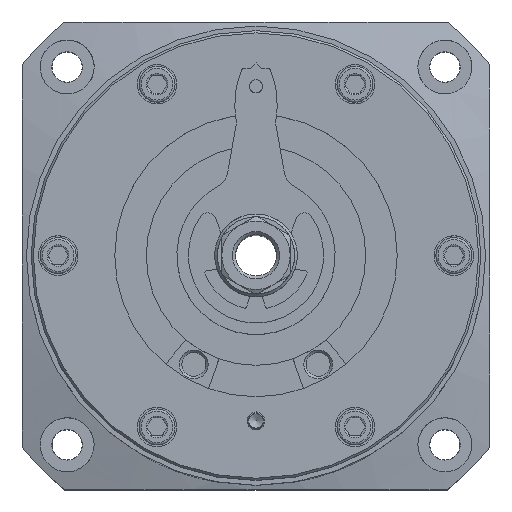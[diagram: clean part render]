
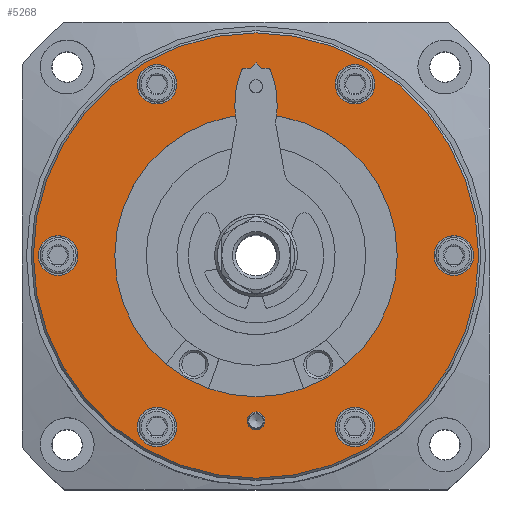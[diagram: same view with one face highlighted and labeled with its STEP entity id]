
A CAD part, top view. The second image highlights one B-rep face of the part: STEP entity #5268.
In plain terms, the highlighted planar face has unit normal (0, 0, 1).
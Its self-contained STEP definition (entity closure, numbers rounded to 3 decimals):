
#58=PLANE('',#6975);
#1089=ORIENTED_EDGE('',*,*,#2409,.F.);
#1090=ORIENTED_EDGE('',*,*,#2410,.T.);
#1091=ORIENTED_EDGE('',*,*,#2305,.T.);
#1092=ORIENTED_EDGE('',*,*,#2411,.T.);
#1093=ORIENTED_EDGE('',*,*,#2412,.T.);
#1094=ORIENTED_EDGE('',*,*,#2413,.T.);
#1095=ORIENTED_EDGE('',*,*,#2414,.T.);
#1096=ORIENTED_EDGE('',*,*,#2415,.T.);
#1097=ORIENTED_EDGE('',*,*,#2416,.T.);
#1098=ORIENTED_EDGE('',*,*,#2417,.T.);
#2305=EDGE_CURVE('',#2984,#2983,#3508,.T.);
#2409=EDGE_CURVE('',#3079,#3079,#3549,.T.);
#2410=EDGE_CURVE('',#2983,#2984,#3550,.T.);
#2411=EDGE_CURVE('',#3080,#3080,#3551,.T.);
#2412=EDGE_CURVE('',#3081,#3081,#3552,.T.);
#2413=EDGE_CURVE('',#3082,#3082,#3553,.T.);
#2414=EDGE_CURVE('',#3083,#3083,#3554,.T.);
#2415=EDGE_CURVE('',#3084,#3084,#3555,.T.);
#2416=EDGE_CURVE('',#3085,#3085,#3556,.T.);
#2417=EDGE_CURVE('',#3086,#3086,#3557,.T.);
#2983=VERTEX_POINT('',#9411);
#2984=VERTEX_POINT('',#9413);
#3079=VERTEX_POINT('',#9918);
#3080=VERTEX_POINT('',#9922);
#3081=VERTEX_POINT('',#9924);
#3082=VERTEX_POINT('',#9926);
#3083=VERTEX_POINT('',#9928);
#3084=VERTEX_POINT('',#9930);
#3085=VERTEX_POINT('',#9932);
#3086=VERTEX_POINT('',#9934);
#3508=CIRCLE('',#6902,2.5);
#3549=CIRCLE('',#6974,61.9);
#3550=CIRCLE('',#6976,2.5);
#3551=CIRCLE('',#6977,5.5);
#3552=CIRCLE('',#6978,5.5);
#3553=CIRCLE('',#6979,5.5);
#3554=CIRCLE('',#6980,5.5);
#3555=CIRCLE('',#6981,5.5);
#3556=CIRCLE('',#6982,5.5);
#3557=CIRCLE('',#6983,39.25);
#3904=EDGE_LOOP('',(#1089));
#3905=EDGE_LOOP('',(#1090,#1091));
#3906=EDGE_LOOP('',(#1092));
#3907=EDGE_LOOP('',(#1093));
#3908=EDGE_LOOP('',(#1094));
#3909=EDGE_LOOP('',(#1095));
#3910=EDGE_LOOP('',(#1096));
#3911=EDGE_LOOP('',(#1097));
#3912=EDGE_LOOP('',(#1098));
#4539=FACE_BOUND('',#3904,.T.);
#4540=FACE_BOUND('',#3905,.T.);
#4541=FACE_BOUND('',#3906,.T.);
#4542=FACE_BOUND('',#3907,.T.);
#4543=FACE_BOUND('',#3908,.T.);
#4544=FACE_BOUND('',#3909,.T.);
#4545=FACE_BOUND('',#3910,.T.);
#4546=FACE_BOUND('',#3911,.T.);
#4547=FACE_BOUND('',#3912,.T.);
#5268=ADVANCED_FACE('',(#4539,#4540,#4541,#4542,#4543,#4544,#4545,#4546,
#4547),#58,.F.);
#6902=AXIS2_PLACEMENT_3D('',#9412,#7636,#7637);
#6974=AXIS2_PLACEMENT_3D('',#9917,#7795,#7796);
#6975=AXIS2_PLACEMENT_3D('',#9919,#7797,#7798);
#6976=AXIS2_PLACEMENT_3D('',#9920,#7799,#7800);
#6977=AXIS2_PLACEMENT_3D('',#9921,#7801,#7802);
#6978=AXIS2_PLACEMENT_3D('',#9923,#7803,#7804);
#6979=AXIS2_PLACEMENT_3D('',#9925,#7805,#7806);
#6980=AXIS2_PLACEMENT_3D('',#9927,#7807,#7808);
#6981=AXIS2_PLACEMENT_3D('',#9929,#7809,#7810);
#6982=AXIS2_PLACEMENT_3D('',#9931,#7811,#7812);
#6983=AXIS2_PLACEMENT_3D('',#9933,#7813,#7814);
#7636=DIRECTION('',(0.,0.,-1.));
#7637=DIRECTION('',(-1.,0.,0.));
#7795=DIRECTION('',(0.,0.,-1.));
#7796=DIRECTION('',(-1.,0.,0.));
#7797=DIRECTION('',(0.,0.,-1.));
#7798=DIRECTION('',(-1.,0.,0.));
#7799=DIRECTION('',(0.,0.,-1.));
#7800=DIRECTION('',(-1.,0.,0.));
#7801=DIRECTION('',(0.,0.,-1.));
#7802=DIRECTION('',(-1.,0.,0.));
#7803=DIRECTION('',(0.,0.,-1.));
#7804=DIRECTION('',(-1.,0.,0.));
#7805=DIRECTION('',(0.,0.,-1.));
#7806=DIRECTION('',(-1.,0.,0.));
#7807=DIRECTION('',(0.,0.,-1.));
#7808=DIRECTION('',(-1.,0.,0.));
#7809=DIRECTION('',(0.,0.,-1.));
#7810=DIRECTION('',(-1.,0.,0.));
#7811=DIRECTION('',(0.,0.,-1.));
#7812=DIRECTION('',(-1.,0.,0.));
#7813=DIRECTION('',(0.,0.,-1.));
#7814=DIRECTION('',(-1.,0.,0.));
#9411=CARTESIAN_POINT('',(-0.087,-48.479,0.));
#9412=CARTESIAN_POINT('',(0.,-45.981,0.));
#9413=CARTESIAN_POINT('',(0.087,-48.479,0.));
#9917=CARTESIAN_POINT('',(0.,0.,0.));
#9918=CARTESIAN_POINT('',(-61.9,0.,0.));
#9919=CARTESIAN_POINT('',(0.,39.25,0.));
#9920=CARTESIAN_POINT('',(0.,-45.981,0.));
#9921=CARTESIAN_POINT('',(27.5,-47.631,0.));
#9922=CARTESIAN_POINT('',(22.,-47.631,0.));
#9923=CARTESIAN_POINT('',(-27.5,-47.631,0.));
#9924=CARTESIAN_POINT('',(-33.,-47.631,0.));
#9925=CARTESIAN_POINT('',(-55.,0.,0.));
#9926=CARTESIAN_POINT('',(-60.5,0.,0.));
#9927=CARTESIAN_POINT('',(-27.5,47.631,0.));
#9928=CARTESIAN_POINT('',(-33.,47.631,0.));
#9929=CARTESIAN_POINT('',(27.5,47.631,0.));
#9930=CARTESIAN_POINT('',(22.,47.631,0.));
#9931=CARTESIAN_POINT('',(55.,0.,0.));
#9932=CARTESIAN_POINT('',(49.5,0.,0.));
#9933=CARTESIAN_POINT('',(0.,0.,0.));
#9934=CARTESIAN_POINT('',(-39.25,0.,0.));
